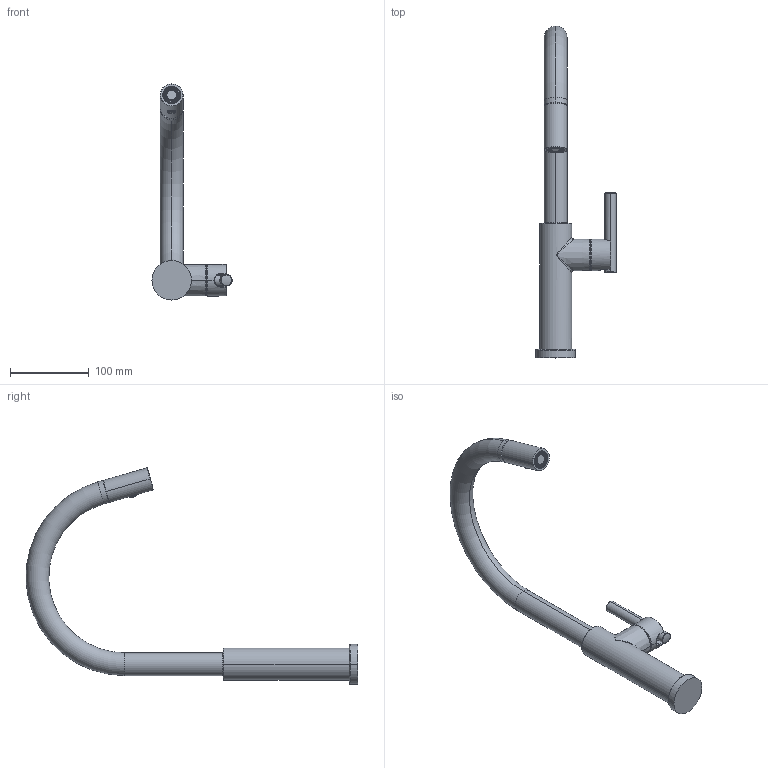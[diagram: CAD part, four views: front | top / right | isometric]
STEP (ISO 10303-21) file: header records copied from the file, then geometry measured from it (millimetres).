
FILE_DESCRIPTION((''),'2;1');
FILE_NAME('12682','2021-04-07T16:18:07',('jinson.thomas'),(''),'CREO PARAMETRIC BY PTC INC, 2018400','CREO PARAMETRIC BY PTC INC, 2018400','');
FILE_SCHEMA(('CONFIG_CONTROL_DESIGN'));
Length unit declared in the file: inch
Products named in the file (1): 12682
Bounding box: 101.79 x 421.15 x 274.25 mm (x, y, z)
Volume: 638430.3 mm3; surface area: 87823.4 mm2
Topology: 1 solids, 3 shells, 287 faces, 709 edges, 439 vertices
Faces by surface type: plane 124, cylinder 91, cone 26, torus 24, bspline 16, sphere 6
Entity records: 10711 total; most frequent: CARTESIAN_POINT 4119, ORIENTED_EDGE 1414, DIRECTION 1339, EDGE_CURVE 707, AXIS2_PLACEMENT_3D 563, VERTEX_POINT 439, EDGE_LOOP 300, CIRCLE 292
